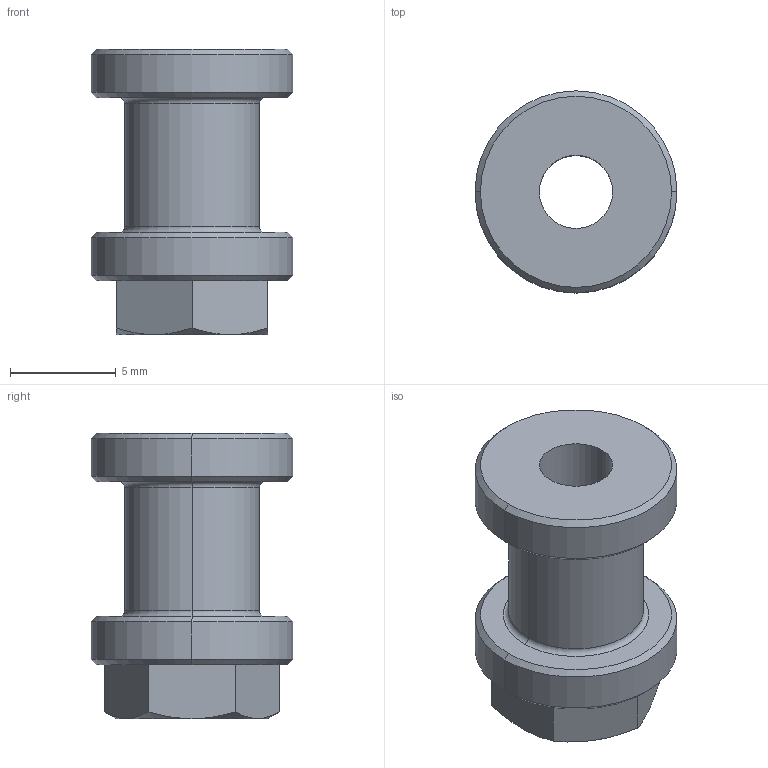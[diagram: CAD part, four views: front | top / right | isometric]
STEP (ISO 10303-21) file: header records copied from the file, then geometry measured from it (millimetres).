
FILE_DESCRIPTION (( 'STEP AP203' ), '1' );
FILE_NAME ('D1000660-v1_aLIGO_SUS_ADJUSTMENT NUT.STEP', '2010-07-19T20:29:05', ( ' ' ), ( ' ' ), 'SwSTEP 2.0', 'SolidWorks 2010', '' );
FILE_SCHEMA (( 'CONFIG_CONTROL_DESIGN' ));
Length unit declared in the file: inch
Products named in the file (1): D1000660-v1_aLIGO_SUS_ADJUSTMENT NUT
Bounding box: 9.53 x 9.53 x 13.46 mm (x, y, z)
Volume: 509.3 mm3; surface area: 650.9 mm2
Topology: 1 solids, 1 shells, 37 faces, 78 edges, 46 vertices
Faces by surface type: cone 14, plane 11, cylinder 8, torus 4
Entity records: 1097 total; most frequent: CARTESIAN_POINT 214, DIRECTION 180, ORIENTED_EDGE 156, EDGE_CURVE 78, AXIS2_PLACEMENT_3D 76, VERTEX_POINT 46, EDGE_LOOP 42, CIRCLE 38
